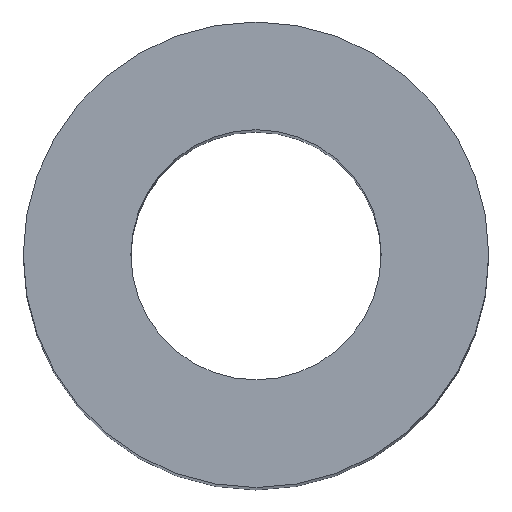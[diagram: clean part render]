
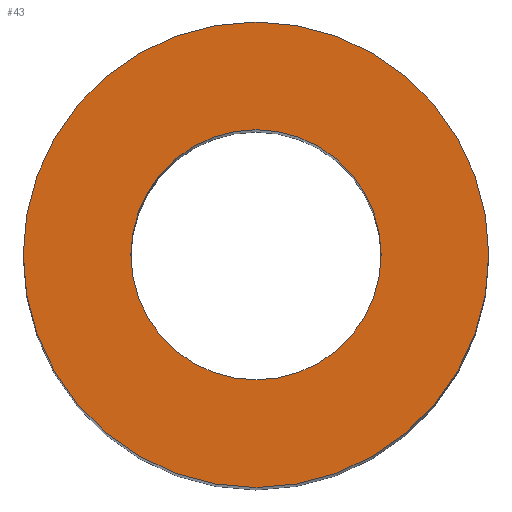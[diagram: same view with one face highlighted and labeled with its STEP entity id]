
A CAD part, top view. The second image highlights one B-rep face of the part: STEP entity #43.
In plain terms, the highlighted planar face has unit normal (0, 0, 1).
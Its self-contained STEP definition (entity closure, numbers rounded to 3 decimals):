
#3 = DIRECTION ( 'NONE',  ( 0., 0., 1. ) ) ;
#6 = AXIS2_PLACEMENT_3D ( 'NONE', #235, #184, #138 ) ;
#7 = CIRCLE ( 'NONE', #8, 2.15 ) ;
#8 = AXIS2_PLACEMENT_3D ( 'NONE', #214, #13, #209 ) ;
#9 = VERTEX_POINT ( 'NONE', #170 ) ;
#12 = CARTESIAN_POINT ( 'NONE',  ( 2.15, 0., 12. ) ) ;
#13 = DIRECTION ( 'NONE',  ( 0., 0., 1. ) ) ;
#21 = FACE_BOUND ( 'NONE', #239, .T. ) ;
#22 = ORIENTED_EDGE ( 'NONE', *, *, #70, .F. ) ;
#43 = ADVANCED_FACE ( 'NONE', ( #202, #21 ), #98, .T. ) ;
#48 = CIRCLE ( 'NONE', #6, 4. ) ;
#53 = VERTEX_POINT ( 'NONE', #12 ) ;
#54 = CARTESIAN_POINT ( 'NONE',  ( 4., 0., 12. ) ) ;
#57 = ORIENTED_EDGE ( 'NONE', *, *, #192, .T. ) ;
#70 = EDGE_CURVE ( 'NONE', #53, #168, #78, .T. ) ;
#72 = EDGE_CURVE ( 'NONE', #168, #53, #7, .T. ) ;
#74 = EDGE_LOOP ( 'NONE', ( #147, #57 ) ) ;
#78 = CIRCLE ( 'NONE', #109, 2.15 ) ;
#79 = DIRECTION ( 'NONE',  ( 0., 0., 1. ) ) ;
#98 = PLANE ( 'NONE',  #206 ) ;
#99 = DIRECTION ( 'NONE',  ( 1., 0., 0. ) ) ;
#103 = CARTESIAN_POINT ( 'NONE',  ( 0., 0., 12. ) ) ;
#109 = AXIS2_PLACEMENT_3D ( 'NONE', #172, #113, #99 ) ;
#113 = DIRECTION ( 'NONE',  ( 0., 0., 1. ) ) ;
#138 = DIRECTION ( 'NONE',  ( 1., 0., 0. ) ) ;
#139 = DIRECTION ( 'NONE',  ( 1., 0., 0. ) ) ;
#143 = CIRCLE ( 'NONE', #181, 4. ) ;
#147 = ORIENTED_EDGE ( 'NONE', *, *, #204, .T. ) ;
#152 = CARTESIAN_POINT ( 'NONE',  ( -2.15, 0., 12. ) ) ;
#159 = VERTEX_POINT ( 'NONE', #54 ) ;
#168 = VERTEX_POINT ( 'NONE', #152 ) ;
#170 = CARTESIAN_POINT ( 'NONE',  ( -4., 0., 12. ) ) ;
#172 = CARTESIAN_POINT ( 'NONE',  ( 0., 0., 12. ) ) ;
#181 = AXIS2_PLACEMENT_3D ( 'NONE', #103, #3, #139 ) ;
#184 = DIRECTION ( 'NONE',  ( 0., 0., 1. ) ) ;
#192 = EDGE_CURVE ( 'NONE', #159, #9, #143, .T. ) ;
#202 = FACE_OUTER_BOUND ( 'NONE', #74, .T. ) ;
#204 = EDGE_CURVE ( 'NONE', #9, #159, #48, .T. ) ;
#206 = AXIS2_PLACEMENT_3D ( 'NONE', #227, #79, #213 ) ;
#209 = DIRECTION ( 'NONE',  ( 1., 0., 0. ) ) ;
#213 = DIRECTION ( 'NONE',  ( 1., 0., 0. ) ) ;
#214 = CARTESIAN_POINT ( 'NONE',  ( 0., 0., 12. ) ) ;
#227 = CARTESIAN_POINT ( 'NONE',  ( 0., 0., 12. ) ) ;
#235 = CARTESIAN_POINT ( 'NONE',  ( 0., 0., 12. ) ) ;
#239 = EDGE_LOOP ( 'NONE', ( #243, #22 ) ) ;
#243 = ORIENTED_EDGE ( 'NONE', *, *, #72, .F. ) ;
